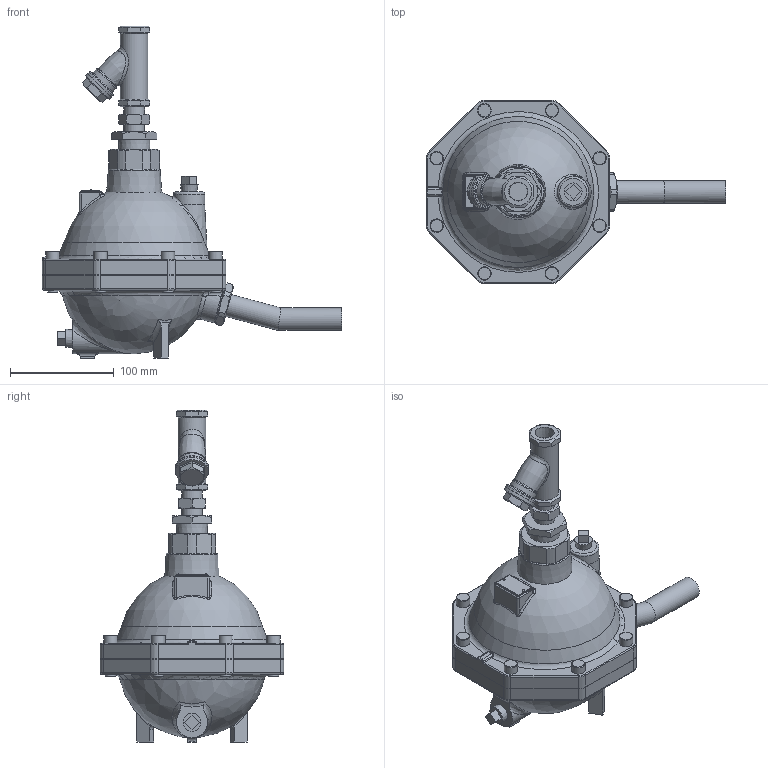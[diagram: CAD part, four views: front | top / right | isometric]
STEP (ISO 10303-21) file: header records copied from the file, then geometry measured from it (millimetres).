
FILE_DESCRIPTION(/* description */ (''),/* implementation_level */ '2;1');
FILE_NAME(/* name */ 'g8000-015-screw-00.stp',/* time_stamp */ '2018-04-25T16:30:03+09:00',/* author */ ('nakaot'),/* organization */ (''),/* preprocessor_version */ 'ST-DEVELOPER v15.6',/* originating_system */ 'Autodesk Inventor 2015',/* authorisation */ '');
FILE_SCHEMA (('CONFIG_CONTROL_DESIGN'));
Length unit declared in the file: centimetre
Products named in the file (1): g8000-015-screw-00
Bounding box: 288.5 x 177 x 320.1 mm (x, y, z)
Volume: 2334748.1 mm3; surface area: 171123.4 mm2
Topology: 3 solids, 5 shells, 410 faces, 958 edges, 598 vertices
Faces by surface type: plane 158, cylinder 114, bspline 48, cone 44, torus 42, sphere 4
Full cylindrical faces by diameter (mm): 10 x16, 13 x8, 13.889 x1, 17.475 x2, 19.7 x2, 20 x2, 21.7 x3, 24 x1, 26.6 x1, 26.839 x1, 28.575 x1, 30 x1, 31.52 x1, 32.5 x2, 145.492 x1
Entity records: 13590 total; most frequent: CARTESIAN_POINT 4696, DIRECTION 1726, ORIENTED_EDGE 1696, EDGE_CURVE 847, AXIS2_PLACEMENT_3D 734, VERTEX_POINT 571, EDGE_LOOP 552, FACE_OUTER_BOUND 410
